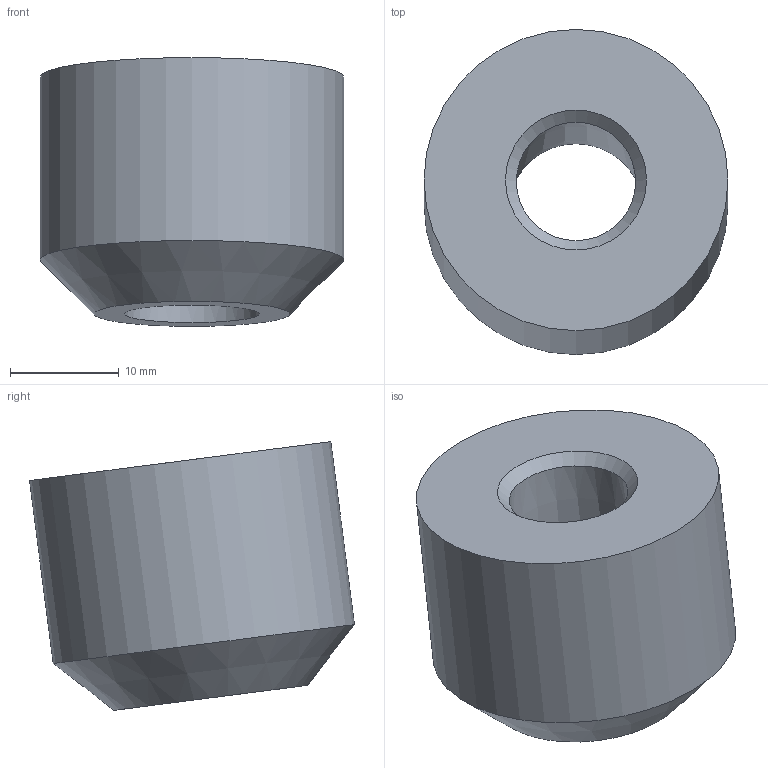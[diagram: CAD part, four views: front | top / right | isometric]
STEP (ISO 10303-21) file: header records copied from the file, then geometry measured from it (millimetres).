
FILE_DESCRIPTION(/* description */ (''),/* implementation_level */ '2;1');
FILE_NAME(/* name */ 'BOCC_LEVA_STERZO__1_MIR.stp',/* time_stamp */ '2016-06-02T11:53:09+02:00',/* author */ (''),/* organization */ (''),/* preprocessor_version */ 'ST-DEVELOPER v16.5',/* originating_system */ 'Autodesk Translation Framework v5.0.0.3310',/* authorisation */ '');
FILE_SCHEMA (('AUTOMOTIVE_DESIGN { 1 0 10303 214 3 1 1 }'));
Length unit declared in the file: centimetre
Products named in the file (1): BOCC_LEVA_STERZO__1_MIR
Bounding box: 28 x 29.95 x 24.77 mm (x, y, z)
Volume: 10184.3 mm3; surface area: 5456.4 mm2
Topology: 1 solids, 2 shells, 8 faces, 17 edges, 11 vertices
Faces by surface type: cone 4, cylinder 2, plane 2
Full cylindrical faces by diameter (mm): 28 x2
Entity records: 203 total; most frequent: DIRECTION 36, CARTESIAN_POINT 27, AXIS2_PLACEMENT_3D 18, EDGE_LOOP 16, ORIENTED_EDGE 16, CIRCLE 9, VERTEX_POINT 9, EDGE_CURVE 9
